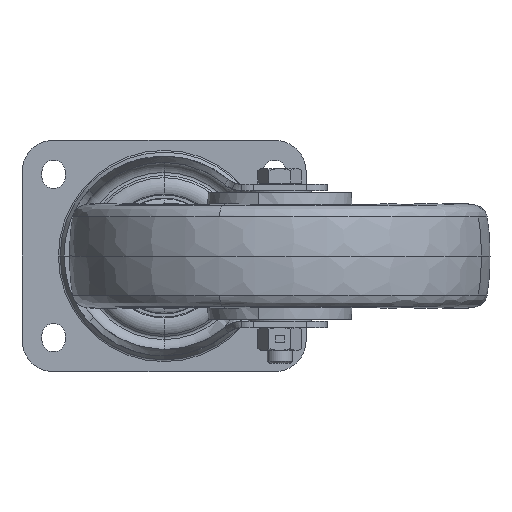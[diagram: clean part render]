
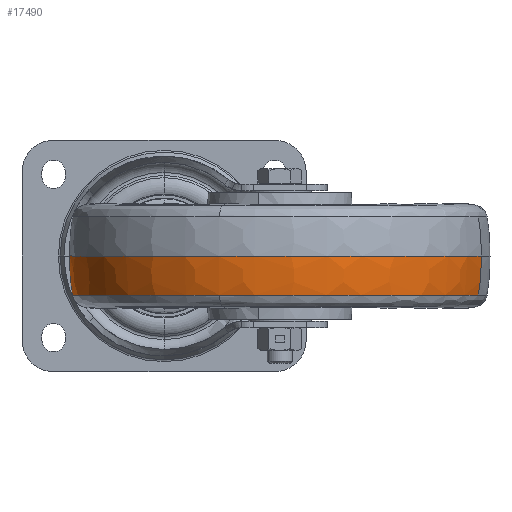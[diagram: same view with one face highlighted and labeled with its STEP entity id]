
A CAD part, front view. The second image highlights one B-rep face of the part: STEP entity #17490.
In plain terms, the highlighted toroidal (fillet/blend) face has major radius 4.992 mm and minor radius 105 mm.
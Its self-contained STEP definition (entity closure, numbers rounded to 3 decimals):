
#485 = DIRECTION ( 'NONE',  ( -0.291, -0.957, 0. ) ) ;
#961 = CARTESIAN_POINT ( 'NONE',  ( 55., -135., 9.458 ) ) ;
#1330 = ORIENTED_EDGE ( 'NONE', *, *, #22195, .F. ) ;
#2027 = DIRECTION ( 'NONE',  ( 0., 0., -1. ) ) ;
#3392 = AXIS2_PLACEMENT_3D ( 'NONE', #11529, #2027, #5716 ) ;
#3503 = CARTESIAN_POINT ( 'NONE',  ( -39.309, -106.295, 9.458 ) ) ;
#3538 = VERTEX_POINT ( 'NONE', #6484 ) ;
#5716 = DIRECTION ( 'NONE',  ( 0.957, -0.291, 0. ) ) ;
#5905 = EDGE_CURVE ( 'NONE', #3538, #14524, #22246, .T. ) ;
#5974 = EDGE_LOOP ( 'NONE', ( #10320, #21866, #12503, #9385, #1330 ) ) ;
#6484 = CARTESIAN_POINT ( 'NONE',  ( 150.667, -164.118, 28.019 ) ) ;
#6780 = CIRCLE ( 'NONE', #16043, 98.58 ) ;
#7244 = DIRECTION ( 'NONE',  ( 0., 0., 1. ) ) ;
#7556 = CARTESIAN_POINT ( 'NONE',  ( -40.667, -105.882, 28.019 ) ) ;
#7760 = CIRCLE ( 'NONE', #17788, 98.58 ) ;
#7992 = CIRCLE ( 'NONE', #8810, 105. ) ;
#8015 = CARTESIAN_POINT ( 'NONE',  ( 59.776, -136.454, 26.714 ) ) ;
#8720 = DIRECTION ( 'NONE',  ( 0., 0., 1. ) ) ;
#8810 = AXIS2_PLACEMENT_3D ( 'NONE', #19659, #485, #9985 ) ;
#8969 = DIRECTION ( 'NONE',  ( 0.291, 0.957, 0. ) ) ;
#9385 = ORIENTED_EDGE ( 'NONE', *, *, #5905, .T. ) ;
#9678 = DIRECTION ( 'NONE',  ( -0.957, 0.291, 0. ) ) ;
#9985 = DIRECTION ( 'NONE',  ( 0.957, -0.291, 0. ) ) ;
#10320 = ORIENTED_EDGE ( 'NONE', *, *, #17959, .T. ) ;
#10551 = CIRCLE ( 'NONE', #22135, 105. ) ;
#11529 = CARTESIAN_POINT ( 'NONE',  ( 55., -135., 28.019 ) ) ;
#12078 = VERTEX_POINT ( 'NONE', #19538 ) ;
#12503 = ORIENTED_EDGE ( 'NONE', *, *, #18046, .T. ) ;
#12940 = VERTEX_POINT ( 'NONE', #3503 ) ;
#13214 = FACE_OUTER_BOUND ( 'NONE', #5974, .T. ) ;
#14438 = EDGE_CURVE ( 'NONE', #19147, #12078, #7760, .T. ) ;
#14524 = VERTEX_POINT ( 'NONE', #7556 ) ;
#15450 = DIRECTION ( 'NONE',  ( 0.291, 0.957, 0. ) ) ;
#16043 = AXIS2_PLACEMENT_3D ( 'NONE', #24542, #7244, #24782 ) ;
#17346 = DIRECTION ( 'NONE',  ( 0., 0., 1. ) ) ;
#17490 = ADVANCED_FACE ( 'NONE', ( #13214 ), #22759, .T. ) ;
#17788 = AXIS2_PLACEMENT_3D ( 'NONE', #961, #8720, #8969 ) ;
#17959 = EDGE_CURVE ( 'NONE', #12940, #19147, #6780, .T. ) ;
#18046 = EDGE_CURVE ( 'NONE', #12078, #3538, #7992, .T. ) ;
#18817 = AXIS2_PLACEMENT_3D ( 'NONE', #19122, #17346, #9678 ) ;
#19122 = CARTESIAN_POINT ( 'NONE',  ( 55., -135., 26.714 ) ) ;
#19147 = VERTEX_POINT ( 'NONE', #22807 ) ;
#19538 = CARTESIAN_POINT ( 'NONE',  ( 149.309, -163.705, 9.458 ) ) ;
#19659 = CARTESIAN_POINT ( 'NONE',  ( 50.224, -133.546, 26.714 ) ) ;
#21303 = DIRECTION ( 'NONE',  ( -0.957, 0.291, 0. ) ) ;
#21866 = ORIENTED_EDGE ( 'NONE', *, *, #14438, .T. ) ;
#22135 = AXIS2_PLACEMENT_3D ( 'NONE', #8015, #15450, #21303 ) ;
#22195 = EDGE_CURVE ( 'NONE', #12940, #14524, #10551, .T. ) ;
#22246 = CIRCLE ( 'NONE', #3392, 100. ) ;
#22759 = TOROIDAL_SURFACE ( 'NONE', #18817, -4.992, 105. ) ;
#22807 = CARTESIAN_POINT ( 'NONE',  ( 26.295, -229.309, 9.458 ) ) ;
#24542 = CARTESIAN_POINT ( 'NONE',  ( 55., -135., 9.458 ) ) ;
#24782 = DIRECTION ( 'NONE',  ( 0.291, 0.957, 0. ) ) ;
